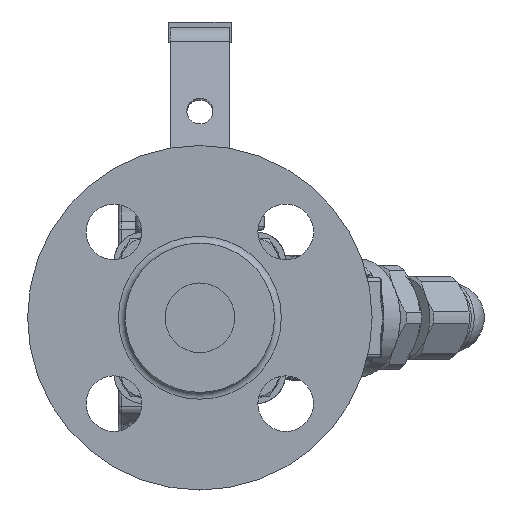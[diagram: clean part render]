
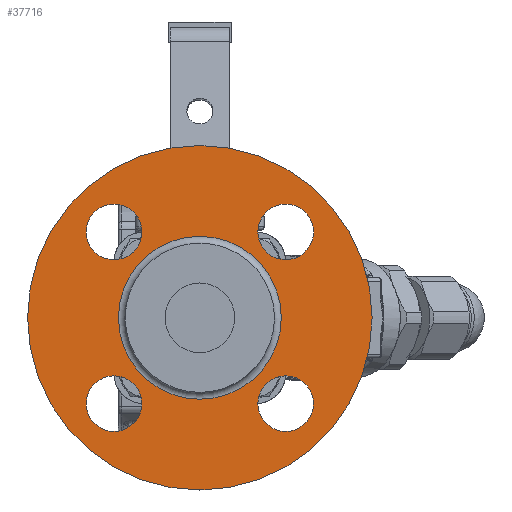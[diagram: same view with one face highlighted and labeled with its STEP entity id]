
A CAD part, left-side view. The second image highlights one B-rep face of the part: STEP entity #37716.
In plain terms, the highlighted planar face has unit normal (-1, 0, 0).
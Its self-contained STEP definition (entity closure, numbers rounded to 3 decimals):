
#3787=FACE_BOUND('',#8206,.T.);
#3788=FACE_BOUND('',#8207,.T.);
#3789=FACE_BOUND('',#8208,.T.);
#3790=FACE_BOUND('',#8209,.T.);
#3791=FACE_BOUND('',#8210,.T.);
#4288=PLANE('',#40875);
#5772=FACE_OUTER_BOUND('',#8205,.T.);
#8205=EDGE_LOOP('',(#29243));
#8206=EDGE_LOOP('',(#29244));
#8207=EDGE_LOOP('',(#29245));
#8208=EDGE_LOOP('',(#29246));
#8209=EDGE_LOOP('',(#29247));
#8210=EDGE_LOOP('',(#29248));
#14184=CIRCLE('',#40872,23.41);
#14187=CIRCLE('',#40876,49.5);
#14188=CIRCLE('',#40877,8.);
#14189=CIRCLE('',#40878,8.);
#14190=CIRCLE('',#40879,8.);
#14191=CIRCLE('',#40880,8.);
#16777=VERTEX_POINT('',#67439);
#16779=VERTEX_POINT('',#67445);
#16780=VERTEX_POINT('',#67447);
#16781=VERTEX_POINT('',#67449);
#16782=VERTEX_POINT('',#67451);
#16783=VERTEX_POINT('',#67453);
#21221=EDGE_CURVE('',#16777,#16777,#14184,.T.);
#21224=EDGE_CURVE('',#16779,#16779,#14187,.T.);
#21225=EDGE_CURVE('',#16780,#16780,#14188,.T.);
#21226=EDGE_CURVE('',#16781,#16781,#14189,.T.);
#21227=EDGE_CURVE('',#16782,#16782,#14190,.T.);
#21228=EDGE_CURVE('',#16783,#16783,#14191,.T.);
#29243=ORIENTED_EDGE('',*,*,#21224,.F.);
#29244=ORIENTED_EDGE('',*,*,#21225,.T.);
#29245=ORIENTED_EDGE('',*,*,#21226,.T.);
#29246=ORIENTED_EDGE('',*,*,#21227,.T.);
#29247=ORIENTED_EDGE('',*,*,#21228,.T.);
#29248=ORIENTED_EDGE('',*,*,#21221,.F.);
#37716=ADVANCED_FACE('',(#5772,#3787,#3788,#3789,#3790,#3791),#4288,.F.);
#40872=AXIS2_PLACEMENT_3D('',#67440,#47615,#47616);
#40875=AXIS2_PLACEMENT_3D('',#67444,#47621,#47622);
#40876=AXIS2_PLACEMENT_3D('',#67446,#47623,#47624);
#40877=AXIS2_PLACEMENT_3D('',#67448,#47625,#47626);
#40878=AXIS2_PLACEMENT_3D('',#67450,#47627,#47628);
#40879=AXIS2_PLACEMENT_3D('',#67452,#47629,#47630);
#40880=AXIS2_PLACEMENT_3D('',#67454,#47631,#47632);
#47615=DIRECTION('center_axis',(-1.,0.,0.));
#47616=DIRECTION('ref_axis',(0.,0.,
1.));
#47621=DIRECTION('center_axis',(1.,0.,0.));
#47622=DIRECTION('ref_axis',(0.,0.,
-1.));
#47623=DIRECTION('center_axis',(1.,0.,0.));
#47624=DIRECTION('ref_axis',(0.,0.,
-1.));
#47625=DIRECTION('center_axis',(1.,0.,0.));
#47626=DIRECTION('ref_axis',(0.,0.,
1.));
#47627=DIRECTION('center_axis',(1.,0.,0.));
#47628=DIRECTION('ref_axis',(0.,-1.,0.));
#47629=DIRECTION('center_axis',(1.,0.,0.));
#47630=DIRECTION('ref_axis',(0.,0.,
-1.));
#47631=DIRECTION('center_axis',(1.,0.,0.));
#47632=DIRECTION('ref_axis',(0.,1.,0.));
#67439=CARTESIAN_POINT('',(-291.936,18.833,-24.927));
#67440=CARTESIAN_POINT('Origin',(-291.936,18.833,-1.517));
#67444=CARTESIAN_POINT('Origin',(-291.936,18.833,-1.517));
#67445=CARTESIAN_POINT('',(-291.936,18.833,47.983));
#67446=CARTESIAN_POINT('Origin',(-291.936,18.833,-1.517));
#67447=CARTESIAN_POINT('',(-291.936,43.511,15.161));
#67448=CARTESIAN_POINT('Origin',(-291.936,43.511,23.161));
#67449=CARTESIAN_POINT('',(-291.936,2.155,23.161));
#67450=CARTESIAN_POINT('Origin',(-291.936,-5.845,23.161));
#67451=CARTESIAN_POINT('',(-291.936,-5.845,-18.195));
#67452=CARTESIAN_POINT('Origin',(-291.936,-5.845,-26.195));
#67453=CARTESIAN_POINT('',(-291.936,35.511,-26.195));
#67454=CARTESIAN_POINT('Origin',(-291.936,43.511,-26.195));
